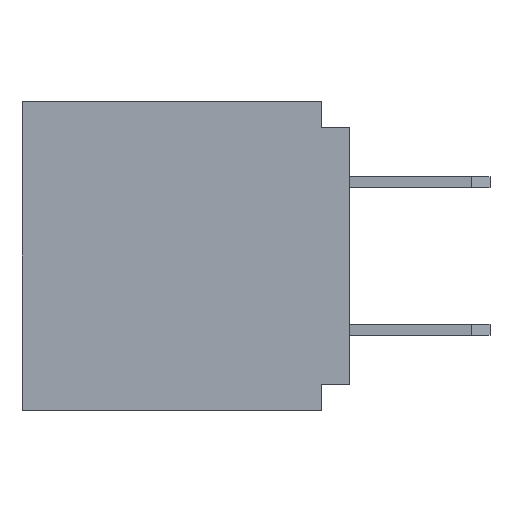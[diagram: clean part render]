
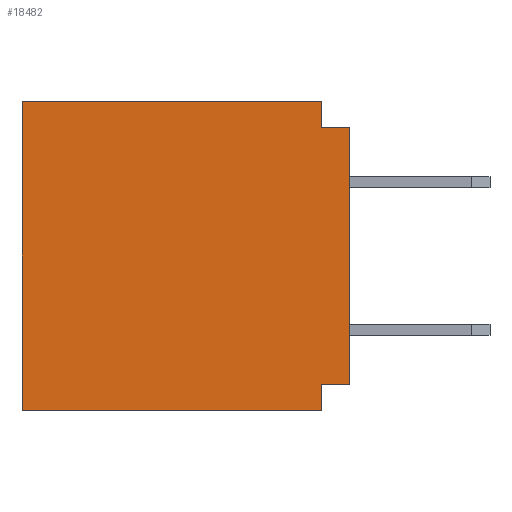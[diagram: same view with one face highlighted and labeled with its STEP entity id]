
A CAD part, left-side view. The second image highlights one B-rep face of the part: STEP entity #18482.
In plain terms, the highlighted planar face has unit normal (-1, 0, 0).
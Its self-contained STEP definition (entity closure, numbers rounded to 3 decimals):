
#9=DIRECTION('',(0.,-1.,0.));
#10=VECTOR('',#9,4.06);
#11=CARTESIAN_POINT('',(-6.095,2.22,-2.095));
#12=LINE('',#11,#10);
#625=DIRECTION('',(0.,0.,1.));
#626=VECTOR('',#625,3.48);
#627=CARTESIAN_POINT('',(-6.095,-2.22,-1.74));
#628=LINE('',#627,#626);
#5409=DIRECTION('',(0.,-1.,0.));
#5410=VECTOR('',#5409,4.06);
#5411=CARTESIAN_POINT('',(-6.095,2.22,2.095));
#5412=LINE('',#5411,#5410);
#5421=DIRECTION('',(0.,1.,0.));
#5422=VECTOR('',#5421,0.38);
#5423=CARTESIAN_POINT('',(-6.095,-2.22,1.74));
#5424=LINE('',#5423,#5422);
#5425=DIRECTION('',(0.,1.,0.));
#5426=VECTOR('',#5425,0.38);
#5427=CARTESIAN_POINT('',(-6.095,-2.22,-1.74));
#5428=LINE('',#5427,#5426);
#5429=DIRECTION('',(0.,0.,1.));
#5430=VECTOR('',#5429,0.355);
#5431=CARTESIAN_POINT('',(-6.095,-1.84,-2.095));
#5432=LINE('',#5431,#5430);
#5433=DIRECTION('',(0.,0.,1.));
#5434=VECTOR('',#5433,4.19);
#5435=CARTESIAN_POINT('',(-6.095,2.22,-2.095));
#5436=LINE('',#5435,#5434);
#5437=DIRECTION('',(0.,0.,-1.));
#5438=VECTOR('',#5437,0.355);
#5439=CARTESIAN_POINT('',(-6.095,-1.84,2.095));
#5440=LINE('',#5439,#5438);
#8006=CARTESIAN_POINT('',(-6.095,2.22,-2.095));
#8008=VERTEX_POINT('',#8006);
#8010=CARTESIAN_POINT('',(-6.095,2.22,2.095));
#8012=VERTEX_POINT('',#8010);
#8109=CARTESIAN_POINT('',(-6.095,-2.22,1.74));
#8110=CARTESIAN_POINT('',(-6.095,-1.84,1.74));
#8111=VERTEX_POINT('',#8109);
#8112=VERTEX_POINT('',#8110);
#8113=CARTESIAN_POINT('',(-6.095,-1.84,2.095));
#8114=VERTEX_POINT('',#8113);
#8115=CARTESIAN_POINT('',(-6.095,-1.84,-2.095));
#8116=CARTESIAN_POINT('',(-6.095,-1.84,-1.74));
#8117=VERTEX_POINT('',#8115);
#8118=VERTEX_POINT('',#8116);
#8119=CARTESIAN_POINT('',(-6.095,-2.22,-1.74));
#8120=VERTEX_POINT('',#8119);
#18467=CARTESIAN_POINT('',(-6.095,2.22,-2.095));
#18468=DIRECTION('',(-1.,0.,0.));
#18469=DIRECTION('',(0.,-1.,0.));
#18470=AXIS2_PLACEMENT_3D('',#18467,#18468,#18469);
#18471=PLANE('',#18470);
#18472=ORIENTED_EDGE('',*,*,#10975,.F.);
#18473=ORIENTED_EDGE('',*,*,#11153,.F.);
#18474=ORIENTED_EDGE('',*,*,#11446,.T.);
#18475=ORIENTED_EDGE('',*,*,#10597,.F.);
#18476=ORIENTED_EDGE('',*,*,#10556,.F.);
#18477=ORIENTED_EDGE('',*,*,#11524,.T.);
#18478=ORIENTED_EDGE('',*,*,#18460,.T.);
#18479=ORIENTED_EDGE('',*,*,#10574,.T.);
#18480=EDGE_LOOP('',(#18472,#18473,#18474,#18475,#18476,#18477,#18478,#18479));
#18481=FACE_OUTER_BOUND('',#18480,.F.);
#18482=ADVANCED_FACE('',(#18481),#18471,.T.);
#10556=EDGE_CURVE('',#8008,#8117,#12,.T.);
#10574=EDGE_CURVE('',#8114,#8112,#5440,.T.);
#10597=EDGE_CURVE('',#8117,#8118,#5432,.T.);
#10975=EDGE_CURVE('',#8111,#8112,#5424,.T.);
#11153=EDGE_CURVE('',#8120,#8111,#628,.T.);
#11446=EDGE_CURVE('',#8120,#8118,#5428,.T.);
#11524=EDGE_CURVE('',#8008,#8012,#5436,.T.);
#18460=EDGE_CURVE('',#8012,#8114,#5412,.T.);
